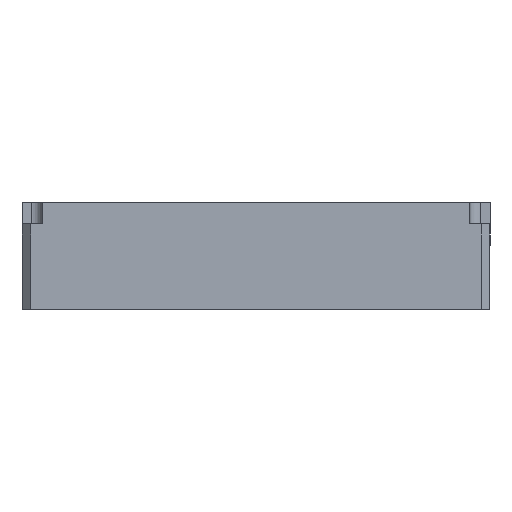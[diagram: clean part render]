
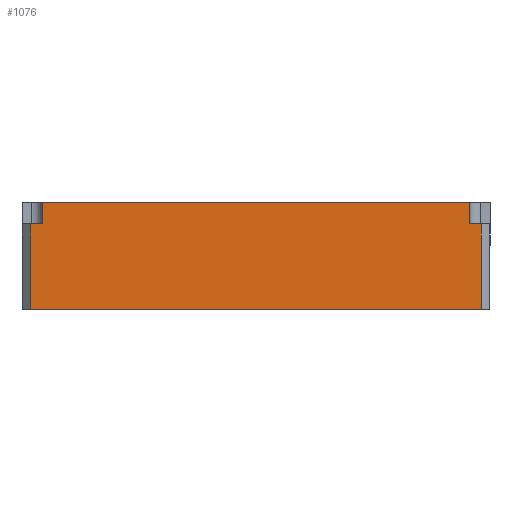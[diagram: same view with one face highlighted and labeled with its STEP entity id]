
A CAD part, front view. The second image highlights one B-rep face of the part: STEP entity #1076.
In plain terms, the highlighted planar face has unit normal (0, -1, 0).
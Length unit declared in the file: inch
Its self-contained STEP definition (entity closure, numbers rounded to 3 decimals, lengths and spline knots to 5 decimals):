
#995 = VECTOR ( 'NONE', #5336, 39.37008 ) ;
#1076 = ADVANCED_FACE ( 'NONE', ( #4926 ), #9317, .F. ) ;
#1115 = CARTESIAN_POINT ( 'NONE',  ( 6.604, 0., 1.5695 ) ) ;
#1225 = DIRECTION ( 'NONE',  ( 1., 0., 0. ) ) ;
#1411 = CARTESIAN_POINT ( 'NONE',  ( 6.604, 0., 1.257 ) ) ;
#1510 = LINE ( 'NONE', #6338, #3542 ) ;
#2021 = LINE ( 'NONE', #4437, #2840 ) ;
#2033 = VECTOR ( 'NONE', #2841, 39.37008 ) ;
#2204 = CARTESIAN_POINT ( 'NONE',  ( 0.13, 0., 1.257 ) ) ;
#2594 = DIRECTION ( 'NONE',  ( 0., 0., -1. ) ) ;
#2758 = EDGE_CURVE ( 'NONE', #10596, #9614, #13937, .T. ) ;
#2840 = VECTOR ( 'NONE', #4522, 39.37008 ) ;
#2841 = DIRECTION ( 'NONE',  ( 0., 0., -1. ) ) ;
#2899 = CARTESIAN_POINT ( 'NONE',  ( 0., 0., 1.257 ) ) ;
#3511 = VECTOR ( 'NONE', #4132, 39.37008 ) ;
#3542 = VECTOR ( 'NONE', #2594, 39.37008 ) ;
#3707 = ORIENTED_EDGE ( 'NONE', *, *, #10252, .F. ) ;
#4097 = CARTESIAN_POINT ( 'NONE',  ( 0.13, 0., 0. ) ) ;
#4132 = DIRECTION ( 'NONE',  ( 0., 0., 1. ) ) ;
#4437 = CARTESIAN_POINT ( 'NONE',  ( 6.9, 0., 1.257 ) ) ;
#4439 = CARTESIAN_POINT ( 'NONE',  ( 0.296, 0., 1.5695 ) ) ;
#4522 = DIRECTION ( 'NONE',  ( 1., 0., 0. ) ) ;
#4926 = FACE_OUTER_BOUND ( 'NONE', #8432, .T. ) ;
#5075 = AXIS2_PLACEMENT_3D ( 'NONE', #6840, #11722, #14468 ) ;
#5101 = CARTESIAN_POINT ( 'NONE',  ( 6.77, 0., 0. ) ) ;
#5335 = LINE ( 'NONE', #11959, #2033 ) ;
#5336 = DIRECTION ( 'NONE',  ( 1., 0., 0. ) ) ;
#5449 = CARTESIAN_POINT ( 'NONE',  ( 6.604, 0., 1.257 ) ) ;
#5936 = EDGE_CURVE ( 'NONE', #15723, #7016, #9748, .T. ) ;
#6128 = VERTEX_POINT ( 'NONE', #6173 ) ;
#6165 = ORIENTED_EDGE ( 'NONE', *, *, #14733, .T. ) ;
#6173 = CARTESIAN_POINT ( 'NONE',  ( 0.13, 0., 0. ) ) ;
#6338 = CARTESIAN_POINT ( 'NONE',  ( 0.13, 0., 1.5695 ) ) ;
#6789 = ORIENTED_EDGE ( 'NONE', *, *, #13881, .F. ) ;
#6840 = CARTESIAN_POINT ( 'NONE',  ( 0.13, 0., 1.5695 ) ) ;
#7016 = VERTEX_POINT ( 'NONE', #1115 ) ;
#7330 = VECTOR ( 'NONE', #15586, 39.37008 ) ;
#7549 = ORIENTED_EDGE ( 'NONE', *, *, #5936, .F. ) ;
#7855 = LINE ( 'NONE', #5449, #7330 ) ;
#8432 = EDGE_LOOP ( 'NONE', ( #11339, #7549, #3707, #9741, #10206, #6165, #6789, #10682 ) ) ;
#8508 = CARTESIAN_POINT ( 'NONE',  ( 0.13, 0., 1.5695 ) ) ;
#8626 = VECTOR ( 'NONE', #1225, 39.37008 ) ;
#8630 = CARTESIAN_POINT ( 'NONE',  ( 0.296, 0., 1.257 ) ) ;
#8671 = DIRECTION ( 'NONE',  ( 1., 0., 0. ) ) ;
#9205 = VERTEX_POINT ( 'NONE', #1411 ) ;
#9317 = PLANE ( 'NONE',  #5075 ) ;
#9614 = VERTEX_POINT ( 'NONE', #11604 ) ;
#9741 = ORIENTED_EDGE ( 'NONE', *, *, #2758, .F. ) ;
#9748 = LINE ( 'NONE', #8508, #12640 ) ;
#10206 = ORIENTED_EDGE ( 'NONE', *, *, #11037, .T. ) ;
#10252 = EDGE_CURVE ( 'NONE', #9614, #15723, #14010, .T. ) ;
#10596 = VERTEX_POINT ( 'NONE', #2204 ) ;
#10682 = ORIENTED_EDGE ( 'NONE', *, *, #14510, .F. ) ;
#11037 = EDGE_CURVE ( 'NONE', #10596, #6128, #1510, .T. ) ;
#11339 = ORIENTED_EDGE ( 'NONE', *, *, #13945, .T. ) ;
#11604 = CARTESIAN_POINT ( 'NONE',  ( 0.296, 0., 1.257 ) ) ;
#11722 = DIRECTION ( 'NONE',  ( 0., 1., 0. ) ) ;
#11959 = CARTESIAN_POINT ( 'NONE',  ( 6.77, 0., 1.5695 ) ) ;
#12473 = VERTEX_POINT ( 'NONE', #15801 ) ;
#12640 = VECTOR ( 'NONE', #8671, 39.37008 ) ;
#13881 = EDGE_CURVE ( 'NONE', #12473, #14431, #5335, .T. ) ;
#13937 = LINE ( 'NONE', #2899, #8626 ) ;
#13945 = EDGE_CURVE ( 'NONE', #9205, #7016, #7855, .T. ) ;
#14010 = LINE ( 'NONE', #8630, #3511 ) ;
#14431 = VERTEX_POINT ( 'NONE', #5101 ) ;
#14468 = DIRECTION ( 'NONE',  ( 0., 0., 1. ) ) ;
#14510 = EDGE_CURVE ( 'NONE', #9205, #12473, #2021, .T. ) ;
#14733 = EDGE_CURVE ( 'NONE', #6128, #14431, #15381, .T. ) ;
#15381 = LINE ( 'NONE', #4097, #995 ) ;
#15586 = DIRECTION ( 'NONE',  ( 0., 0., 1. ) ) ;
#15723 = VERTEX_POINT ( 'NONE', #4439 ) ;
#15801 = CARTESIAN_POINT ( 'NONE',  ( 6.77, 0., 1.257 ) ) ;
